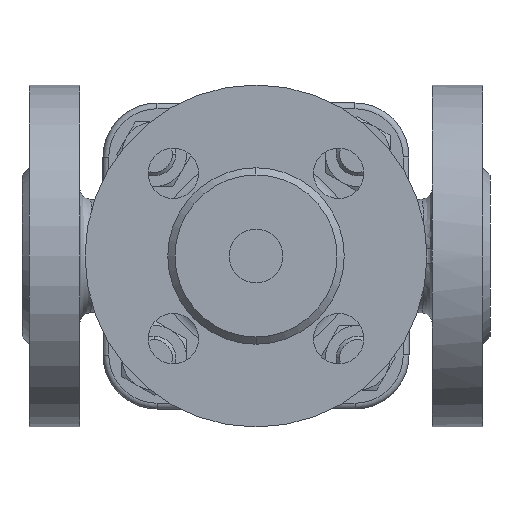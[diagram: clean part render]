
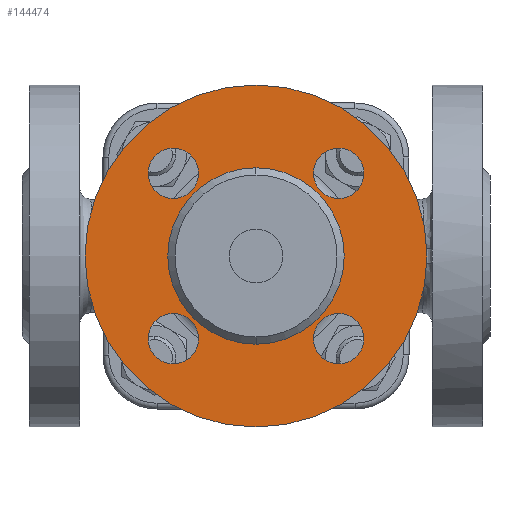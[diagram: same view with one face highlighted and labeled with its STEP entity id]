
A CAD part, front view. The second image highlights one B-rep face of the part: STEP entity #144474.
In plain terms, the highlighted planar face has unit normal (0, -1, 0).
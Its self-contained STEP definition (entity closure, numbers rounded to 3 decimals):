
#552 = AXIS2_PLACEMENT_3D ( 'NONE', #84017, #191497, #99436 ) ;
#2302 = CARTESIAN_POINT ( 'NONE',  ( 0., -126., 0. ) ) ;
#3862 = DIRECTION ( 'NONE',  ( 0., 0., 1. ) ) ;
#6840 = DIRECTION ( 'NONE',  ( 0., -1., 0. ) ) ;
#9983 = VERTEX_POINT ( 'NONE', #64219 ) ;
#12266 = CARTESIAN_POINT ( 'NONE',  ( 0., -126., 24.5 ) ) ;
#14445 = CIRCLE ( 'NONE', #187677, 7. ) ;
#17751 = DIRECTION ( 'NONE',  ( 0., 0., 1. ) ) ;
#18707 = DIRECTION ( 'NONE',  ( 0., -1., 0. ) ) ;
#20420 = DIRECTION ( 'NONE',  ( 0., -1., 0. ) ) ;
#22450 = VERTEX_POINT ( 'NONE', #71259 ) ;
#25389 = ORIENTED_EDGE ( 'NONE', *, *, #135883, .T. ) ;
#28765 = CARTESIAN_POINT ( 'NONE',  ( 22.981, -126., 15.981 ) ) ;
#31281 = VERTEX_POINT ( 'NONE', #145850 ) ;
#32411 = ORIENTED_EDGE ( 'NONE', *, *, #78835, .F. ) ;
#33545 = CARTESIAN_POINT ( 'NONE',  ( 22.981, -126., 29.981 ) ) ;
#33816 = AXIS2_PLACEMENT_3D ( 'NONE', #70720, #178211, #86180 ) ;
#34652 = CIRCLE ( 'NONE', #190906, 7. ) ;
#36065 = CIRCLE ( 'NONE', #94940, 7. ) ;
#36375 = ORIENTED_EDGE ( 'NONE', *, *, #81217, .F. ) ;
#37825 = DIRECTION ( 'NONE',  ( 0., -1., 0. ) ) ;
#41801 = AXIS2_PLACEMENT_3D ( 'NONE', #98871, #6840, #114308 ) ;
#44404 = ORIENTED_EDGE ( 'NONE', *, *, #146482, .F. ) ;
#45279 = DIRECTION ( 'NONE',  ( 0., -1., 0. ) ) ;
#47074 = CIRCLE ( 'NONE', #41801, 7. ) ;
#48209 = FACE_BOUND ( 'NONE', #182155, .T. ) ;
#48652 = EDGE_CURVE ( 'NONE', #129203, #109332, #156829, .T. ) ;
#52296 = CARTESIAN_POINT ( 'NONE',  ( 0., -126., 0. ) ) ;
#53064 = FACE_BOUND ( 'NONE', #99058, .T. ) ;
#53321 = ORIENTED_EDGE ( 'NONE', *, *, #86813, .F. ) ;
#59424 = EDGE_CURVE ( 'NONE', #60679, #31281, #81899, .T. ) ;
#60679 = VERTEX_POINT ( 'NONE', #120784 ) ;
#60844 = VERTEX_POINT ( 'NONE', #28765 ) ;
#62892 = AXIS2_PLACEMENT_3D ( 'NONE', #52296, #159743, #67745 ) ;
#64219 = CARTESIAN_POINT ( 'NONE',  ( -22.981, -126., -15.981 ) ) ;
#65014 = PLANE ( 'NONE',  #170906 ) ;
#65784 = CARTESIAN_POINT ( 'NONE',  ( -22.981, -126., 22.981 ) ) ;
#67577 = EDGE_CURVE ( 'NONE', #113767, #169970, #103519, .T. ) ;
#67745 = DIRECTION ( 'NONE',  ( 0., 0., 1. ) ) ;
#68403 = ORIENTED_EDGE ( 'NONE', *, *, #164920, .F. ) ;
#69658 = CIRCLE ( 'NONE', #62892, 47.5 ) ;
#70509 = EDGE_LOOP ( 'NONE', ( #97092, #181156 ) ) ;
#70720 = CARTESIAN_POINT ( 'NONE',  ( 0., -126., 0. ) ) ;
#71259 = CARTESIAN_POINT ( 'NONE',  ( 22.981, -126., -29.981 ) ) ;
#74216 = CIRCLE ( 'NONE', #129680, 7. ) ;
#75954 = DIRECTION ( 'NONE',  ( 0., 1., 0. ) ) ;
#78835 = EDGE_CURVE ( 'NONE', #143748, #9983, #74216, .T. ) ;
#80469 = CARTESIAN_POINT ( 'NONE',  ( 24.5, -126., 0. ) ) ;
#80887 = VERTEX_POINT ( 'NONE', #33545 ) ;
#81217 = EDGE_CURVE ( 'NONE', #31281, #60679, #36065, .T. ) ;
#81244 = DIRECTION ( 'NONE',  ( 0., 0., 1. ) ) ;
#81899 = CIRCLE ( 'NONE', #552, 7. ) ;
#84017 = CARTESIAN_POINT ( 'NONE',  ( -22.981, -126., 22.981 ) ) ;
#86180 = DIRECTION ( 'NONE',  ( 0., 0., 1. ) ) ;
#86813 = EDGE_CURVE ( 'NONE', #22450, #110655, #148811, .T. ) ;
#88074 = DIRECTION ( 'NONE',  ( 0., -1., 0. ) ) ;
#89091 = FACE_OUTER_BOUND ( 'NONE', #194240, .T. ) ;
#89253 = ORIENTED_EDGE ( 'NONE', *, *, #48652, .F. ) ;
#93873 = FACE_BOUND ( 'NONE', #70509, .T. ) ;
#94849 = ORIENTED_EDGE ( 'NONE', *, *, #67577, .T. ) ;
#94940 = AXIS2_PLACEMENT_3D ( 'NONE', #65784, #173266, #81244 ) ;
#95388 = CARTESIAN_POINT ( 'NONE',  ( 0., -126., -47.5 ) ) ;
#95903 = DIRECTION ( 'NONE',  ( 0., 1., 0. ) ) ;
#97092 = ORIENTED_EDGE ( 'NONE', *, *, #173720, .F. ) ;
#98871 = CARTESIAN_POINT ( 'NONE',  ( 22.981, -126., 22.981 ) ) ;
#99058 = EDGE_LOOP ( 'NONE', ( #36375, #120973 ) ) ;
#99436 = DIRECTION ( 'NONE',  ( 0., 0., 1. ) ) ;
#103519 = CIRCLE ( 'NONE', #162956, 24.5 ) ;
#109332 = VERTEX_POINT ( 'NONE', #116561 ) ;
#109788 = DIRECTION ( 'NONE',  ( 0., 1., 0. ) ) ;
#110655 = VERTEX_POINT ( 'NONE', #124453 ) ;
#110732 = CARTESIAN_POINT ( 'NONE',  ( 22.981, -126., 22.981 ) ) ;
#112449 = CARTESIAN_POINT ( 'NONE',  ( -22.981, -126., -22.981 ) ) ;
#113459 = CARTESIAN_POINT ( 'NONE',  ( 0., -126., -24.5 ) ) ;
#113767 = VERTEX_POINT ( 'NONE', #12266 ) ;
#114308 = DIRECTION ( 'NONE',  ( 1., 0., 0. ) ) ;
#115881 = CIRCLE ( 'NONE', #145031, 24.5 ) ;
#116208 = EDGE_CURVE ( 'NONE', #80887, #60844, #34652, .T. ) ;
#116561 = CARTESIAN_POINT ( 'NONE',  ( 0., -126., 47.5 ) ) ;
#120784 = CARTESIAN_POINT ( 'NONE',  ( -22.981, -126., 29.981 ) ) ;
#120973 = ORIENTED_EDGE ( 'NONE', *, *, #59424, .F. ) ;
#124453 = CARTESIAN_POINT ( 'NONE',  ( 22.981, -126., -15.981 ) ) ;
#126165 = DIRECTION ( 'NONE',  ( 1., 0., 0. ) ) ;
#127883 = DIRECTION ( 'NONE',  ( -1., 0., 0. ) ) ;
#129203 = VERTEX_POINT ( 'NONE', #95388 ) ;
#129680 = AXIS2_PLACEMENT_3D ( 'NONE', #129800, #37825, #145266 ) ;
#129800 = CARTESIAN_POINT ( 'NONE',  ( -22.981, -126., -22.981 ) ) ;
#129949 = FACE_BOUND ( 'NONE', #164704, .T. ) ;
#135883 = EDGE_CURVE ( 'NONE', #169970, #113767, #115881, .T. ) ;
#137258 = CARTESIAN_POINT ( 'NONE',  ( 22.981, -126., -22.981 ) ) ;
#143748 = VERTEX_POINT ( 'NONE', #153716 ) ;
#144474 = ADVANCED_FACE ( 'NONE', ( #93873, #53064, #170813, #129949, #89091, #48209 ), #65014, .F. ) ;
#145031 = AXIS2_PLACEMENT_3D ( 'NONE', #2302, #109788, #17751 ) ;
#145266 = DIRECTION ( 'NONE',  ( -1., 0., 0. ) ) ;
#145850 = CARTESIAN_POINT ( 'NONE',  ( -22.981, -126., 15.981 ) ) ;
#146482 = EDGE_CURVE ( 'NONE', #9983, #143748, #14445, .T. ) ;
#148811 = CIRCLE ( 'NONE', #176223, 7. ) ;
#150122 = EDGE_CURVE ( 'NONE', #109332, #129203, #69658, .T. ) ;
#152718 = DIRECTION ( 'NONE',  ( 0., 0., -1. ) ) ;
#153716 = CARTESIAN_POINT ( 'NONE',  ( -22.981, -126., -29.981 ) ) ;
#156829 = CIRCLE ( 'NONE', #33816, 47.5 ) ;
#159743 = DIRECTION ( 'NONE',  ( 0., 1., 0. ) ) ;
#161024 = ORIENTED_EDGE ( 'NONE', *, *, #150122, .F. ) ;
#162956 = AXIS2_PLACEMENT_3D ( 'NONE', #167977, #75954, #183441 ) ;
#164704 = EDGE_LOOP ( 'NONE', ( #53321, #68403 ) ) ;
#164920 = EDGE_CURVE ( 'NONE', #110655, #22450, #186822, .T. ) ;
#167977 = CARTESIAN_POINT ( 'NONE',  ( 0., -126., 0. ) ) ;
#169970 = VERTEX_POINT ( 'NONE', #113459 ) ;
#170813 = FACE_BOUND ( 'NONE', #198443, .T. ) ;
#170906 = AXIS2_PLACEMENT_3D ( 'NONE', #80469, #95903, #3862 ) ;
#173266 = DIRECTION ( 'NONE',  ( 0., -1., 0. ) ) ;
#173720 = EDGE_CURVE ( 'NONE', #60844, #80887, #47074, .T. ) ;
#176223 = AXIS2_PLACEMENT_3D ( 'NONE', #180121, #88074, #195568 ) ;
#178211 = DIRECTION ( 'NONE',  ( 0., 1., 0. ) ) ;
#180121 = CARTESIAN_POINT ( 'NONE',  ( 22.981, -126., -22.981 ) ) ;
#181156 = ORIENTED_EDGE ( 'NONE', *, *, #116208, .F. ) ;
#182155 = EDGE_LOOP ( 'NONE', ( #94849, #25389 ) ) ;
#183441 = DIRECTION ( 'NONE',  ( 0., 0., 1. ) ) ;
#186822 = CIRCLE ( 'NONE', #194860, 7. ) ;
#187677 = AXIS2_PLACEMENT_3D ( 'NONE', #112449, #20420, #127883 ) ;
#190906 = AXIS2_PLACEMENT_3D ( 'NONE', #110732, #18707, #126165 ) ;
#191497 = DIRECTION ( 'NONE',  ( 0., -1., 0. ) ) ;
#194240 = EDGE_LOOP ( 'NONE', ( #161024, #89253 ) ) ;
#194860 = AXIS2_PLACEMENT_3D ( 'NONE', #137258, #45279, #152718 ) ;
#195568 = DIRECTION ( 'NONE',  ( 0., 0., -1. ) ) ;
#198443 = EDGE_LOOP ( 'NONE', ( #32411, #44404 ) ) ;
